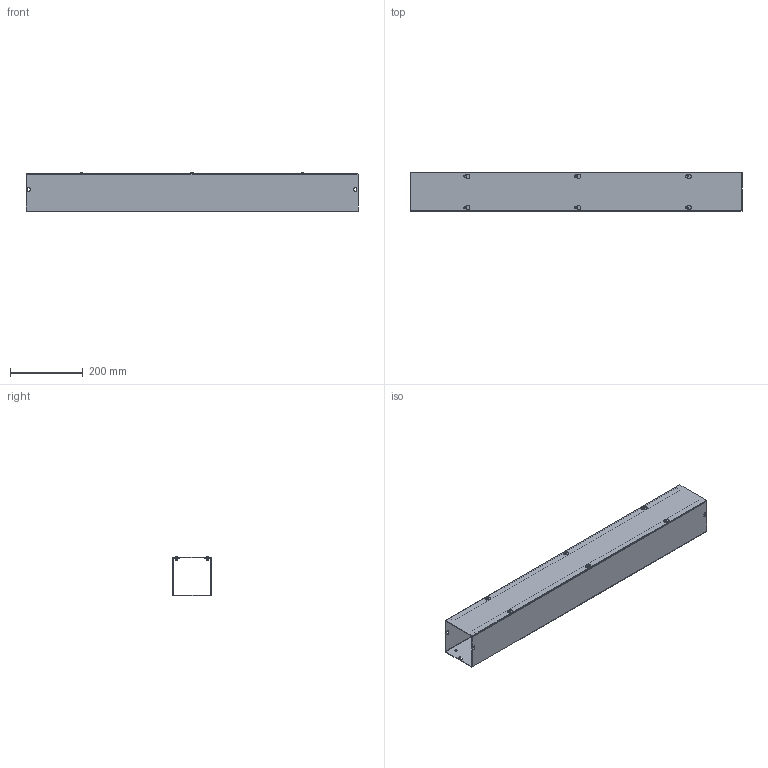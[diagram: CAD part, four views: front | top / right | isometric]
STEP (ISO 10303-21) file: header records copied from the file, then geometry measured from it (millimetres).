
FILE_DESCRIPTION(/* description */ ('WW, S, NK, BLR, GALV, 4X4X36'),/* implementation_level */ '2;1');
FILE_NAME(/* name */ 'S4436GNK.stp',/* time_stamp */ '2017-06-27T12:30:41+05:00',/* author */ ('vdas'),/* organization */ (''),/* preprocessor_version */ 'ST-DEVELOPER v16.1',/* originating_system */ 'Autodesk Inventor 2016',/* authorisation */ '');
FILE_SCHEMA (('AUTOMOTIVE_DESIGN { 1 0 10303 214 3 1 1 }'));
Length unit declared in the file: inch
Products named in the file (4): S4436GNKBLR; S4436GNKLID; 372141; S4436GNK
Assembly tree (8 placements, depth 2):
  S4436GNK
    S4436GNKBLR
    S4436GNKLID
    372141  x6
Bounding box: 914.4 x 104.78 x 109.79 mm (x, y, z)
Volume: 643339.3 mm3; surface area: 819258.6 mm2
Topology: 8 solids, 8 shells, 598 faces, 1432 edges, 856 vertices
Faces by surface type: plane 226, cone 162, cylinder 114, torus 84, bspline 12
Full cylindrical faces by diameter (mm): 4.089 x6, 4.595 x48, 6.35 x4, 7.938 x6
Entity records: 6852 total; most frequent: CARTESIAN_POINT 1527, DIRECTION 1070, ORIENTED_EDGE 980, EDGE_CURVE 490, AXIS2_PLACEMENT_3D 403, VERTEX_POINT 336, EDGE_LOOP 318, LINE 264
